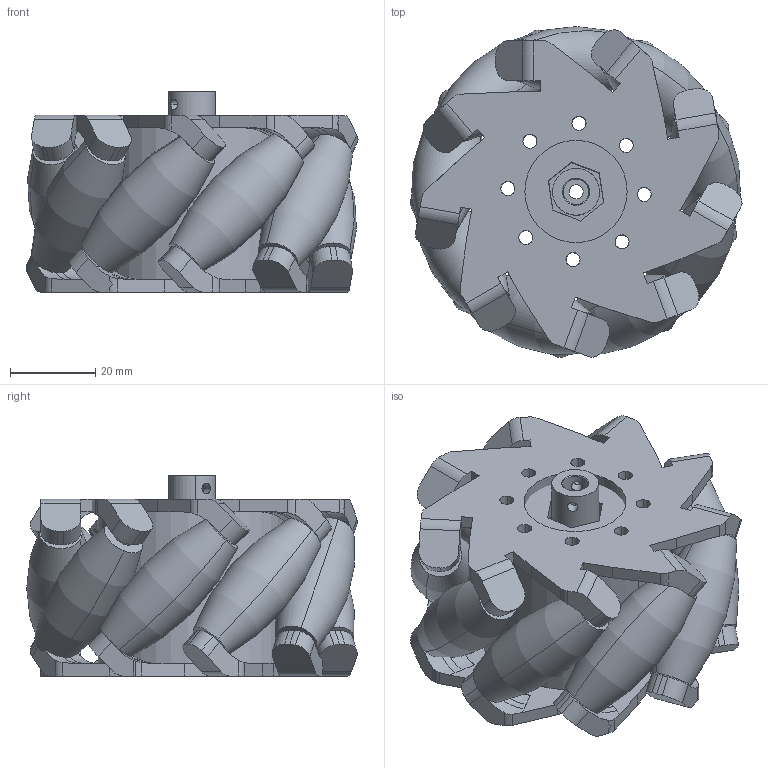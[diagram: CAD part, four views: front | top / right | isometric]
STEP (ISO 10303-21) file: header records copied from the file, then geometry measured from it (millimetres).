
FILE_DESCRIPTION (( 'STEP AP214' ), '1' );
FILE_NAME ('Assem22.STEP', '2023-07-16T19:58:28', ( '' ), ( '' ), 'SwSTEP 2.0', 'SolidWorks 2021', '' );
FILE_SCHEMA (( 'AUTOMOTIVE_DESIGN' ));
Length unit declared in the file: millimetre
Products named in the file (5): 4mm 5mm 6mm Stainless Steel Hex Shaft Coupling_6 mm; Part2; Part1; Assem22; Part4
Assembly tree (13 placements, depth 2):
  Assem22
    Part1  x2
    Part4  x9
    Part2
    4mm 5mm 6mm Stainless Steel Hex Shaft Coupling_6 mm
Bounding box: 77.91 x 77.57 x 47 mm (x, y, z)
Volume: 123795.1 mm3; surface area: 48561.8 mm2
Topology: 13 solids, 13 shells, 530 faces, 1406 edges, 924 vertices
Faces by surface type: cylinder 258, plane 230, torus 20, bspline 18, cone 4
Entity records: 9224 total; most frequent: CARTESIAN_POINT 2098, DIRECTION 1473, ORIENTED_EDGE 1426, EDGE_CURVE 713, AXIS2_PLACEMENT_3D 542, VERTEX_POINT 468, VECTOR 389, LINE 389
